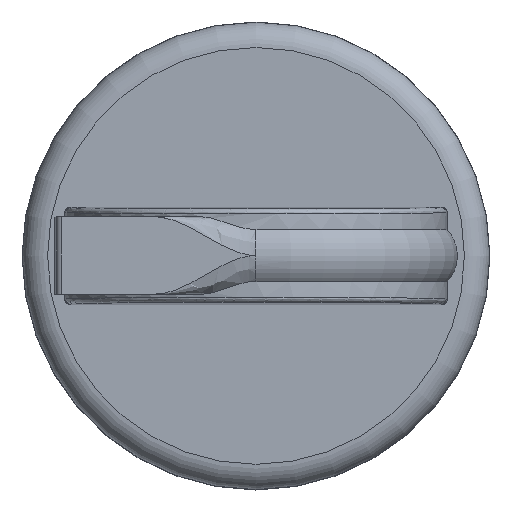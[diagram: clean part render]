
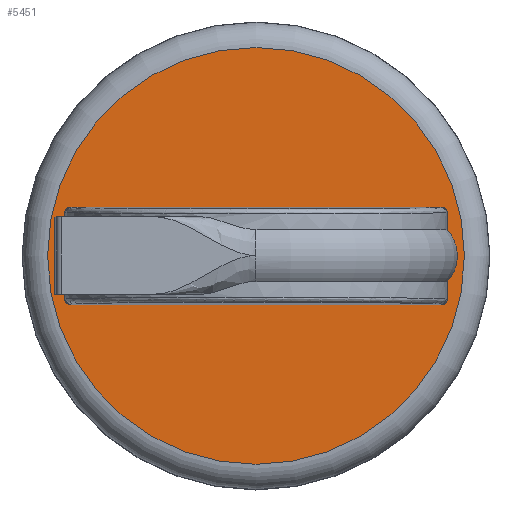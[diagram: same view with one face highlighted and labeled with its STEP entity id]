
A CAD part, top view. The second image highlights one B-rep face of the part: STEP entity #5451.
In plain terms, the highlighted planar face has unit normal (0, 0, 1).
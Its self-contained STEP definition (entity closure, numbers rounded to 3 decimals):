
#100=ELLIPSE('',#5869,0.3,0.3);
#101=ELLIPSE('',#5873,0.3,0.3);
#103=ELLIPSE('',#5877,0.3,0.3);
#104=ELLIPSE('',#5881,0.3,0.3);
#308=FACE_BOUND('',#1563,.T.);
#349=LINE('',#8402,#770);
#352=LINE('',#8418,#773);
#357=LINE('',#8433,#778);
#361=LINE('',#8442,#782);
#363=LINE('',#8543,#784);
#368=LINE('',#8566,#789);
#371=LINE('',#8631,#792);
#373=LINE('',#8696,#794);
#374=LINE('',#8697,#795);
#770=VECTOR('',#6591,10.);
#773=VECTOR('',#6598,10.);
#778=VECTOR('',#6611,10.);
#782=VECTOR('',#6619,10.);
#784=VECTOR('',#6633,10.);
#789=VECTOR('',#6646,10.);
#792=VECTOR('',#6665,10.);
#794=VECTOR('',#6687,10.);
#795=VECTOR('',#6688,10.);
#1204=FACE_OUTER_BOUND('',#1562,.T.);
#1562=EDGE_LOOP('',(#3734));
#1563=EDGE_LOOP('',(#3735,#3736,#3737,#3738,#3739,#3740,#3741,#3742,#3743,
#3744,#3745,#3746,#3747,#3748));
#1922=CIRCLE('',#5854,2.3);
#1931=CIRCLE('',#5885,12.425);
#2245=VERTEX_POINT('',#8399);
#2246=VERTEX_POINT('',#8401);
#2249=VERTEX_POINT('',#8414);
#2251=VERTEX_POINT('',#8417);
#2254=VERTEX_POINT('',#8425);
#2255=VERTEX_POINT('',#8429);
#2257=VERTEX_POINT('',#8432);
#2260=VERTEX_POINT('',#8439);
#2263=VERTEX_POINT('',#8539);
#2265=VERTEX_POINT('',#8542);
#2269=VERTEX_POINT('',#8564);
#2271=VERTEX_POINT('',#8625);
#2273=VERTEX_POINT('',#8629);
#2275=VERTEX_POINT('',#8693);
#2276=VERTEX_POINT('',#8695);
#2799=EDGE_CURVE('',#2246,#2245,#349,.T.);
#2804=EDGE_CURVE('',#2251,#2249,#352,.T.);
#2808=EDGE_CURVE('',#2254,#2251,#1922,.T.);
#2811=EDGE_CURVE('',#2257,#2255,#357,.T.);
#2816=EDGE_CURVE('',#2260,#2246,#361,.T.);
#2825=EDGE_CURVE('',#2265,#2263,#363,.T.);
#2833=EDGE_CURVE('',#2269,#2254,#368,.T.);
#2834=EDGE_CURVE('',#2269,#2255,#100,.F.);
#2837=EDGE_CURVE('',#2257,#2263,#101,.F.);
#2841=EDGE_CURVE('',#2271,#2273,#371,.T.);
#2842=EDGE_CURVE('',#2271,#2249,#103,.F.);
#2845=EDGE_CURVE('',#2260,#2273,#104,.F.);
#2848=EDGE_CURVE('',#2275,#2275,#1931,.T.);
#2849=EDGE_CURVE('',#2245,#2276,#373,.T.);
#2850=EDGE_CURVE('',#2276,#2265,#374,.T.);
#3734=ORIENTED_EDGE('',*,*,#2848,.F.);
#3735=ORIENTED_EDGE('',*,*,#2825,.T.);
#3736=ORIENTED_EDGE('',*,*,#2837,.F.);
#3737=ORIENTED_EDGE('',*,*,#2811,.T.);
#3738=ORIENTED_EDGE('',*,*,#2834,.F.);
#3739=ORIENTED_EDGE('',*,*,#2833,.T.);
#3740=ORIENTED_EDGE('',*,*,#2808,.T.);
#3741=ORIENTED_EDGE('',*,*,#2804,.T.);
#3742=ORIENTED_EDGE('',*,*,#2842,.F.);
#3743=ORIENTED_EDGE('',*,*,#2841,.T.);
#3744=ORIENTED_EDGE('',*,*,#2845,.F.);
#3745=ORIENTED_EDGE('',*,*,#2816,.T.);
#3746=ORIENTED_EDGE('',*,*,#2799,.T.);
#3747=ORIENTED_EDGE('',*,*,#2849,.T.);
#3748=ORIENTED_EDGE('',*,*,#2850,.T.);
#5252=PLANE('',#5884);
#5451=ADVANCED_FACE('',(#1204,#308),#5252,.F.);
#5854=AXIS2_PLACEMENT_3D('',#8426,#6605,#6606);
#5869=AXIS2_PLACEMENT_3D('',#8568,#6649,#6650);
#5873=AXIS2_PLACEMENT_3D('',#8622,#6657,#6658);
#5877=AXIS2_PLACEMENT_3D('',#8633,#6668,#6669);
#5881=AXIS2_PLACEMENT_3D('',#8687,#6676,#6677);
#5884=AXIS2_PLACEMENT_3D('',#8692,#6683,#6684);
#5885=AXIS2_PLACEMENT_3D('',#8694,#6685,#6686);
#6591=DIRECTION('',(-1.,0.,0.));
#6598=DIRECTION('',(0.,-1.,0.));
#6605=DIRECTION('center_axis',(0.,0.,
-1.));
#6606=DIRECTION('ref_axis',(0.739,-0.674,0.));
#6611=DIRECTION('',(1.,0.,0.));
#6619=DIRECTION('',(0.,1.,0.));
#6633=DIRECTION('',(0.,1.,0.));
#6646=DIRECTION('',(0.,-1.,0.));
#6649=DIRECTION('center_axis',(0.,0.,
-1.));
#6650=DIRECTION('ref_axis',(0.,1.,0.));
#6657=DIRECTION('center_axis',(0.,0.,
-1.));
#6658=DIRECTION('ref_axis',(0.,1.,0.));
#6665=DIRECTION('',(-1.,0.,0.));
#6668=DIRECTION('center_axis',(0.,0.,
-1.));
#6669=DIRECTION('ref_axis',(0.,-1.,0.));
#6676=DIRECTION('center_axis',(0.,0.,
-1.));
#6677=DIRECTION('ref_axis',(0.,-1.,0.));
#6683=DIRECTION('center_axis',(0.,0.,
-1.));
#6684=DIRECTION('ref_axis',(1.,0.,0.));
#6685=DIRECTION('center_axis',(0.,0.,
-1.));
#6686=DIRECTION('ref_axis',(1.,0.,0.));
#6687=DIRECTION('',(0.,1.,0.));
#6688=DIRECTION('',(1.,0.,0.));
#8399=CARTESIAN_POINT('',(-12.,-2.3,36.1));
#8401=CARTESIAN_POINT('',(-11.4,-2.3,36.1));
#8402=CARTESIAN_POINT('',(-6.,-2.3,36.1));
#8414=CARTESIAN_POINT('',(11.4,-2.6,36.1));
#8417=CARTESIAN_POINT('',(11.4,-1.549,36.1));
#8418=CARTESIAN_POINT('',(11.4,-0.775,36.1));
#8425=CARTESIAN_POINT('',(11.4,1.549,36.1));
#8426=CARTESIAN_POINT('Origin',(9.7,0.,36.1));
#8429=CARTESIAN_POINT('',(11.1,2.9,36.1));
#8432=CARTESIAN_POINT('',(-11.1,2.9,36.1));
#8433=CARTESIAN_POINT('',(-5.7,2.9,36.1));
#8439=CARTESIAN_POINT('',(-11.4,-2.6,36.1));
#8442=CARTESIAN_POINT('',(-11.4,-1.45,36.1));
#8539=CARTESIAN_POINT('',(-11.4,2.6,36.1));
#8542=CARTESIAN_POINT('',(-11.4,2.3,36.1));
#8543=CARTESIAN_POINT('',(-11.4,-1.45,36.1));
#8564=CARTESIAN_POINT('',(11.4,2.6,36.1));
#8566=CARTESIAN_POINT('',(11.4,1.45,36.1));
#8568=CARTESIAN_POINT('Origin',(11.1,2.6,36.1));
#8622=CARTESIAN_POINT('Origin',(-11.1,2.6,36.1));
#8625=CARTESIAN_POINT('',(11.1,-2.9,36.1));
#8629=CARTESIAN_POINT('',(-11.1,-2.9,36.1));
#8631=CARTESIAN_POINT('',(5.7,-2.9,36.1));
#8633=CARTESIAN_POINT('Origin',(11.1,-2.6,36.1));
#8687=CARTESIAN_POINT('Origin',(-11.1,-2.6,36.1));
#8692=CARTESIAN_POINT('Origin',(0.,0.,
36.1));
#8693=CARTESIAN_POINT('',(-12.425,0.,36.1));
#8694=CARTESIAN_POINT('Origin',(0.,0.,
36.1));
#8695=CARTESIAN_POINT('',(-12.,2.3,36.1));
#8696=CARTESIAN_POINT('',(-12.,1.15,36.1));
#8697=CARTESIAN_POINT('',(0.,2.3,36.1));
